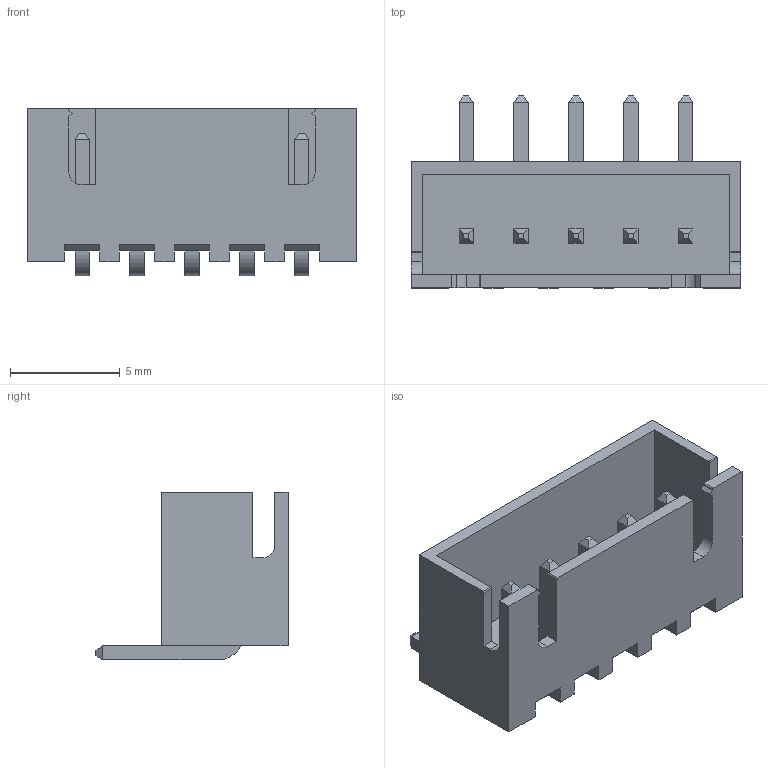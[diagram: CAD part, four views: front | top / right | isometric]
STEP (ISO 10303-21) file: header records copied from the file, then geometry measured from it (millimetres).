
FILE_DESCRIPTION(('FreeCAD Model'),'2;1');
FILE_NAME('Open CASCADE Shape Model','2025-06-05T09:31:08',('Author'),( ''),'Open CASCADE STEP processor 7.8','FreeCAD','Unknown');
FILE_SCHEMA(('AUTOMOTIVE_DESIGN { 1 0 10303 214 1 1 1 1 }'));
Length unit declared in the file: millimetre
Products named in the file (4): th_header_s5b_xh_a_knockoff; Body; Array; Body001
Assembly tree (7 placements, depth 3):
  th_header_s5b_xh_a_knockoff
    Body
    Array
      Body001  x5
Bounding box: 15 x 8.73 x 7.64 mm (x, y, z)
Volume: 244.5 mm3; surface area: 836.9 mm2
Topology: 6 solids, 6 shells, 175 faces, 459 edges, 296 vertices
Faces by surface type: plane 155, cylinder 20
Entity records: 3490 total; most frequent: CARTESIAN_POINT 610, ORIENTED_EDGE 598, DIRECTION 545, EDGE_CURVE 299, LINE 275, VECTOR 275, VERTEX_POINT 200, AXIS2_PLACEMENT_3D 135
